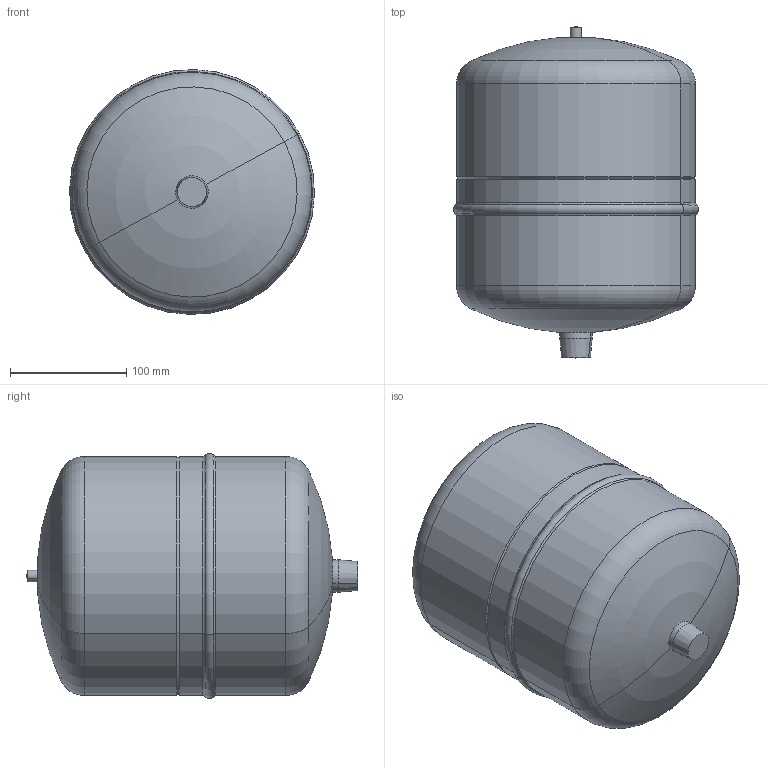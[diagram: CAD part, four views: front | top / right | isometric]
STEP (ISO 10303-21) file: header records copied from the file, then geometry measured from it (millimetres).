
FILE_DESCRIPTION(('CATIA V5 STEP Exchange'),'2;1');
FILE_NAME('reflex_NG8.stp','2012-08-09T12:25:11+00:00',('none'),('none'),'CATIA Version 5 Release 18 SP 5 (IN-10)','CATIA V5 STEP AP214','none');
FILE_SCHEMA(('AUTOMOTIVE_DESIGN { 1 0 10303 214 1 1 1 1 }'));
Length unit declared in the file: millimetre
Products named in the file (1): reflex_NG8
Bounding box: 210.94 x 286 x 210.94 mm (x, y, z)
Volume: 7594679.6 mm3; surface area: 202213.3 mm2
Topology: 1 solids, 1 shells, 34 faces, 68 edges, 37 vertices
Faces by surface type: cylinder 10, torus 10, sphere 6, cone 4, plane 4
Entity records: 759 total; most frequent: ORIENTED_EDGE 132, CARTESIAN_POINT 121, DIRECTION 100, AXIS2_PLACEMENT_3D 70, EDGE_CURVE 66, CIRCLE 52, EDGE_LOOP 37, VERTEX_POINT 37
